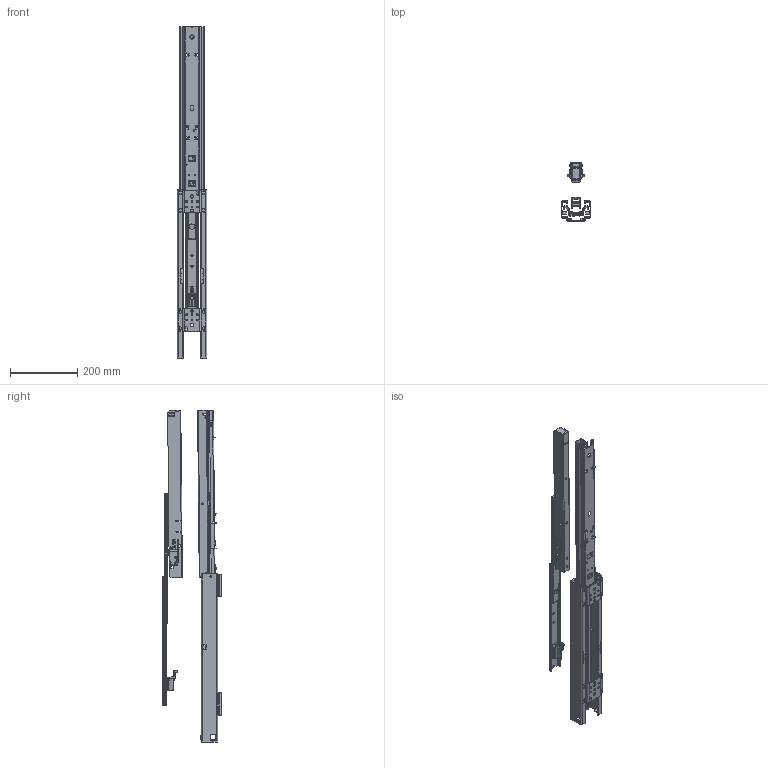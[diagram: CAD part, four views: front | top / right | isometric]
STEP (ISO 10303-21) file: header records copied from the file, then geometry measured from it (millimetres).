
FILE_DESCRIPTION (( 'STEP AP214' ), '1' );
FILE_NAME ('FR_775_A.0500mm_20inch_ECD_open.STEP', '2022-11-16T07:23:58', ( '' ), ( '' ), 'SwSTEP 2.0', 'SolidWorks 2020', '' );
FILE_SCHEMA (( 'AUTOMOTIVE_DESIGN' ));
Length unit declared in the file: millimetre
Products named in the file (22): 450.085-01.173; FR_775_A.0500mm_20inch_ECD_open; E31-035_E31-035 vernietet Mat. 2,0mm; 775A.XXX-07.0000_NL  500 ausgefahren Stellung 1; 719.XXX-01.L406_NL  400 ohne Zentrierlappen; 01-anschlag.L406_standard; 719.XXX-GA.L406_NL  400 ausgefahren; 775A.XXX-R3.0000_NL 500 ausgefahren; 7075.XXX-01.S172_NL 500; 775.XXX-R3.S244_NL 500; 775.XXX-04.0000_NL  500; 775.XXX-07.S233_NL  500; 7075.XXX-01.S172.re_NL 500; AV-005.li; AG-043; AT-048; 775.XXX-R1.0000_NL 500; AV-005.re; 719.XXX-02.L406_NL  400
Assembly tree (23 placements, depth 4):
  FR_775_A.0500mm_20inch_ECD_open
    775.XXX-R1.0000_NL 500
      7075.XXX-01.S172_NL 500
        7075.XXX-01.S172_NL 500
      7075.XXX-01.S172.re_NL 500
        7075.XXX-01.S172.re_NL 500
      450.085-01.173  x2
    775A.XXX-R3.0000_NL 500 ausgefahren
      775.XXX-R3.S244_NL 500
    775.XXX-04.0000_NL  500
      775.XXX-04.0000_NL  500
      E31-035_E31-035 vernietet Mat. 2,0mm  x2
    719.XXX-GA.L406_NL  400 ausgefahren
      719.XXX-01.L406_NL  400 ohne Zentrierlappen
      01-anschlag.L406_standard
      719.XXX-02.L406_NL  400
      AT-048
    775A.XXX-07.0000_NL  500 ausgefahren Stellung 1
      775.XXX-07.S233_NL  500
      AG-043
      AV-005.re
      AV-005.li
Bounding box: 88.5 x 174.6 x 986.81 mm (x, y, z)
Volume: 613090.6 mm3; surface area: 587531.6 mm2
Topology: 16 solids, 16 shells, 3609 faces, 9102 edges, 5509 vertices
Faces by surface type: plane 1453, cylinder 1331, bspline 457, torus 166, sphere 120, cone 82
Entity records: 122080 total; most frequent: CARTESIAN_POINT 41141, ORIENTED_EDGE 17312, DIRECTION 15718, EDGE_CURVE 8656, AXIS2_PLACEMENT_3D 5443, VERTEX_POINT 5276, LINE 4832, VECTOR 4832
